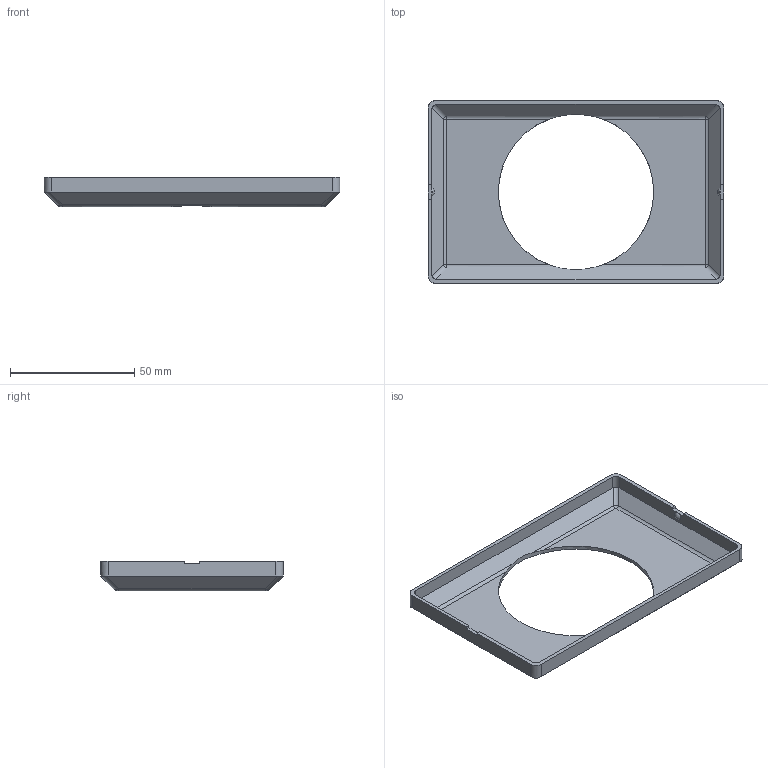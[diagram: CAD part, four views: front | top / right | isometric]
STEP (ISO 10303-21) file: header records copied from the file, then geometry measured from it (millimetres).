
FILE_DESCRIPTION(/* description */ (''),/* implementation_level */ '2;1');
FILE_NAME(/* name */ 'Doorbell Chime Mount (lid).step',/* time_stamp */ '2025-09-18T14:41:50+12:00',/* author */ (''),/* organization */ (''),/* preprocessor_version */ 'ST-DEVELOPER v20.1',/* originating_system */ 'Autodesk Translation Framework v14.17.0.0',/* authorisation */ '');
FILE_SCHEMA (('AUTOMOTIVE_DESIGN { 1 0 10303 214 3 1 1 }'));
Length unit declared in the file: millimetre
Products named in the file (1): Unifi Doorbell Chime Mount
Bounding box: 119 x 73.5 x 12 mm (x, y, z)
Volume: 12465.1 mm3; surface area: 17451.3 mm2
Topology: 1 solids, 1 shells, 65 faces, 179 edges, 112 vertices
Faces by surface type: plane 28, cylinder 27, sphere 10
Full cylindrical faces by diameter (mm): 62.5 x1
Entity records: 2135 total; most frequent: CARTESIAN_POINT 407, DIRECTION 373, ORIENTED_EDGE 354, EDGE_CURVE 177, AXIS2_PLACEMENT_3D 138, VERTEX_POINT 112, LINE 97, VECTOR 97
